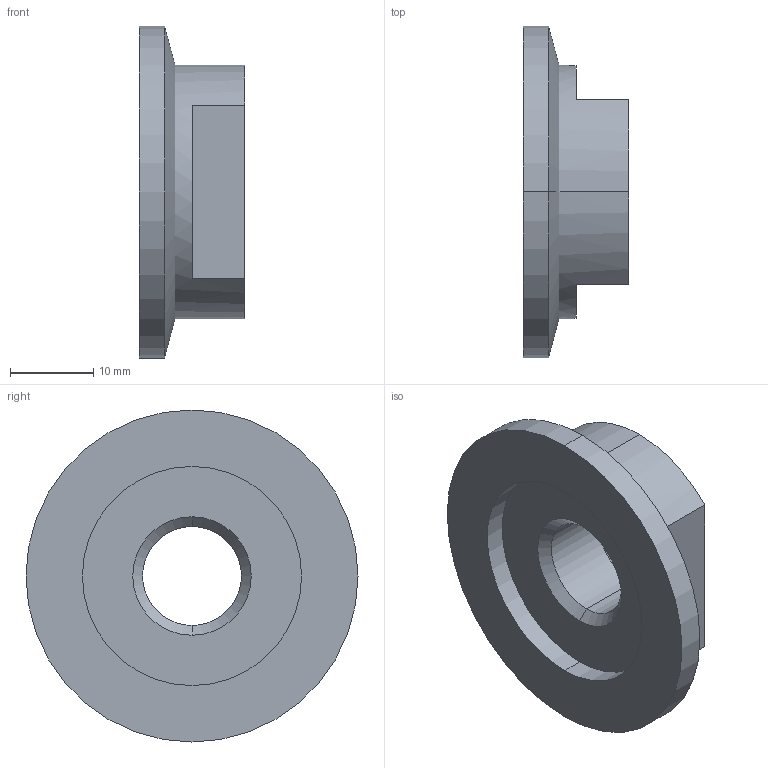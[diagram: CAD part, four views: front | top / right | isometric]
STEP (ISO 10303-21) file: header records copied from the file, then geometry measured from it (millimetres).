
FILE_DESCRIPTION (( 'STEP AP214' ), '1' );
FILE_NAME ('731005.STEP', '2024-01-06T04:15:17', ( '' ), ( '' ), 'SwSTEP 2.0', 'SolidWorks 2022', '' );
FILE_SCHEMA (( 'AUTOMOTIVE_DESIGN' ));
Length unit declared in the file: inch
Products named in the file (1): 731005
Bounding box: 12.7 x 39.88 x 39.88 mm (x, y, z)
Volume: 7847.4 mm3; surface area: 3994.8 mm2
Topology: 1 solids, 1 shells, 21 faces, 46 edges, 28 vertices
Faces by surface type: cylinder 8, plane 7, cone 6
Entity records: 650 total; most frequent: DIRECTION 114, CARTESIAN_POINT 96, ORIENTED_EDGE 92, AXIS2_PLACEMENT_3D 46, EDGE_CURVE 46, VERTEX_POINT 28, CIRCLE 24, EDGE_LOOP 24
